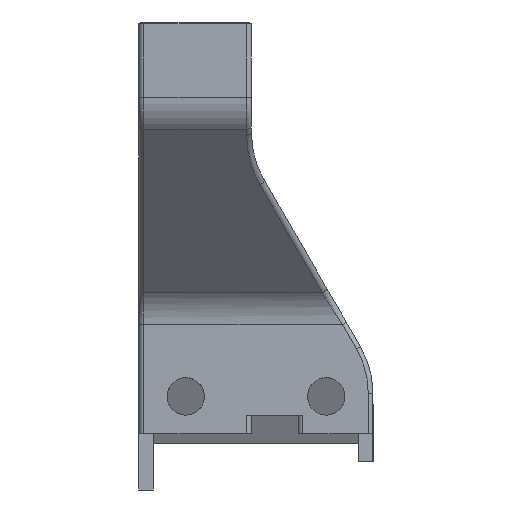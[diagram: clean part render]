
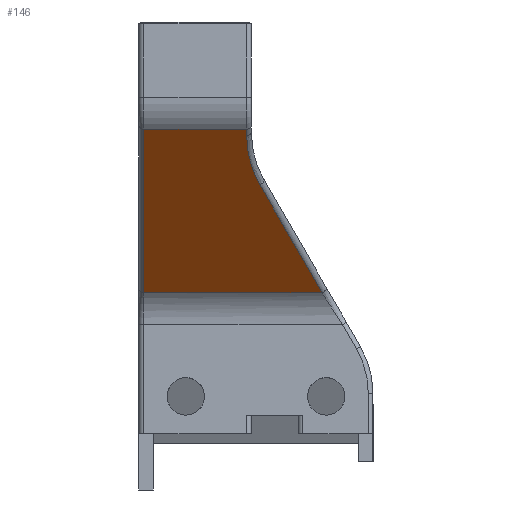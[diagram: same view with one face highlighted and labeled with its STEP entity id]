
A CAD part, left-side view. The second image highlights one B-rep face of the part: STEP entity #146.
In plain terms, the highlighted planar face has unit normal (-0.731, 0, -0.682).
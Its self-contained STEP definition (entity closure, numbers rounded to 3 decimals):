
#35 =( BOUNDED_CURVE ( )  B_SPLINE_CURVE ( 3, ( #4178, #4763, #2220, #4803 ),
 .UNSPECIFIED., .F., .T. ) 
 B_SPLINE_CURVE_WITH_KNOTS ( ( 4, 4 ),
 ( 1.047, 1.571 ),
 .UNSPECIFIED. ) 
 CURVE ( )  GEOMETRIC_REPRESENTATION_ITEM ( )  RATIONAL_B_SPLINE_CURVE ( ( 1., 0.977, 0.977, 1. ) ) 
 REPRESENTATION_ITEM ( '' )  );
#146 = ADVANCED_FACE ( 'NONE', ( #5213 ), #1604, .F. ) ;
#186 = EDGE_LOOP ( 'NONE', ( #3585, #6407, #3336, #6749, #5749, #334 ) ) ;
#308 = LINE ( 'NONE', #2389, #1715 ) ;
#309 = LINE ( 'NONE', #1140, #4567 ) ;
#334 = ORIENTED_EDGE ( 'NONE', *, *, #1660, .T. ) ;
#485 = DIRECTION ( 'NONE',  ( 0.731, 0., 0.682 ) ) ;
#710 = VECTOR ( 'NONE', #5844, 1000. ) ;
#842 = CARTESIAN_POINT ( 'NONE',  ( -158.655, -0.5, 35.559 ) ) ;
#856 = CARTESIAN_POINT ( 'NONE',  ( -142.345, -19.559, 18.084 ) ) ;
#1059 = DIRECTION ( 'NONE',  ( -0.629, 0.389, 0.674 ) ) ;
#1074 = LINE ( 'NONE', #3138, #710 ) ;
#1108 = LINE ( 'NONE', #3207, #1141 ) ;
#1140 = CARTESIAN_POINT ( 'NONE',  ( -158.655, -25., 35.559 ) ) ;
#1141 = VECTOR ( 'NONE', #2724, 1000. ) ;
#1226 = CARTESIAN_POINT ( 'NONE',  ( -156., -11.111, 32.715 ) ) ;
#1229 = VERTEX_POINT ( 'NONE', #842 ) ;
#1374 = CARTESIAN_POINT ( 'NONE',  ( -158.655, -11.5, 35.559 ) ) ;
#1402 = EDGE_CURVE ( 'NONE', #5964, #2353, #1108, .T. ) ;
#1604 = PLANE ( 'NONE',  #5397 ) ;
#1660 = EDGE_CURVE ( 'NONE', #4405, #3011, #1074, .T. ) ;
#1692 = DIRECTION ( 'NONE',  ( 0., 1., 0. ) ) ;
#1715 = VECTOR ( 'NONE', #6589, 1000. ) ;
#2220 = CARTESIAN_POINT ( 'NONE',  ( -156.268, -11.5, 33.001 ) ) ;
#2301 = EDGE_CURVE ( 'NONE', #2832, #4405, #35, .T. ) ;
#2353 = VERTEX_POINT ( 'NONE', #856 ) ;
#2389 = CARTESIAN_POINT ( 'NONE',  ( -160., -0.5, 37. ) ) ;
#2724 = DIRECTION ( 'NONE',  ( 0., -1., 0. ) ) ;
#2832 = VERTEX_POINT ( 'NONE', #3460 ) ;
#3011 = VERTEX_POINT ( 'NONE', #1374 ) ;
#3112 = EDGE_CURVE ( 'NONE', #2353, #2832, #5929, .T. ) ;
#3129 = CARTESIAN_POINT ( 'NONE',  ( -160., -25., 37. ) ) ;
#3138 = CARTESIAN_POINT ( 'NONE',  ( -160., -11.5, 37. ) ) ;
#3207 = CARTESIAN_POINT ( 'NONE',  ( -142.345, -25., 18.084 ) ) ;
#3336 = ORIENTED_EDGE ( 'NONE', *, *, #1402, .T. ) ;
#3367 = VECTOR ( 'NONE', #1059, 1000. ) ;
#3460 = CARTESIAN_POINT ( 'NONE',  ( -153.098, -12.907, 29.605 ) ) ;
#3585 = ORIENTED_EDGE ( 'NONE', *, *, #4819, .T. ) ;
#3815 = EDGE_CURVE ( 'NONE', #1229, #5964, #308, .T. ) ;
#3900 = CARTESIAN_POINT ( 'NONE',  ( -157.998, -11.5, 34.855 ) ) ;
#4178 = CARTESIAN_POINT ( 'NONE',  ( -153.098, -12.907, 29.605 ) ) ;
#4405 = VERTEX_POINT ( 'NONE', #3900 ) ;
#4567 = VECTOR ( 'NONE', #1692, 1000. ) ;
#4763 = CARTESIAN_POINT ( 'NONE',  ( -154.596, -11.98, 31.21 ) ) ;
#4803 = CARTESIAN_POINT ( 'NONE',  ( -157.998, -11.5, 34.855 ) ) ;
#4819 = EDGE_CURVE ( 'NONE', #3011, #1229, #309, .T. ) ;
#5046 = CARTESIAN_POINT ( 'NONE',  ( -142.345, -0.5, 18.084 ) ) ;
#5213 = FACE_OUTER_BOUND ( 'NONE', #186, .T. ) ;
#5397 = AXIS2_PLACEMENT_3D ( 'NONE', #3129, #485, #5720 ) ;
#5720 = DIRECTION ( 'NONE',  ( 0.682, 0., -0.731 ) ) ;
#5749 = ORIENTED_EDGE ( 'NONE', *, *, #2301, .T. ) ;
#5844 = DIRECTION ( 'NONE',  ( -0.682, 0., 0.731 ) ) ;
#5929 = LINE ( 'NONE', #1226, #3367 ) ;
#5964 = VERTEX_POINT ( 'NONE', #5046 ) ;
#6407 = ORIENTED_EDGE ( 'NONE', *, *, #3815, .T. ) ;
#6589 = DIRECTION ( 'NONE',  ( 0.682, 0., -0.731 ) ) ;
#6749 = ORIENTED_EDGE ( 'NONE', *, *, #3112, .T. ) ;
